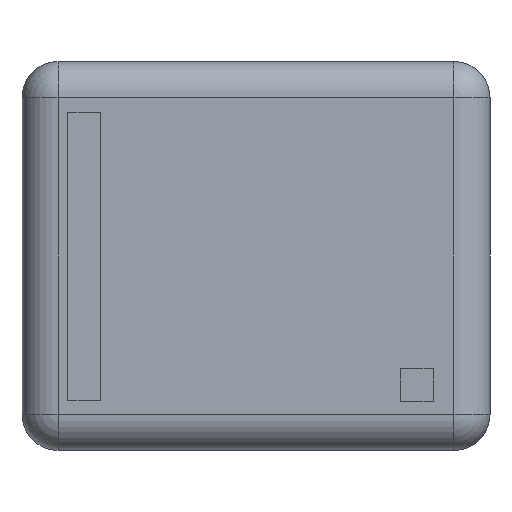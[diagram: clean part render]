
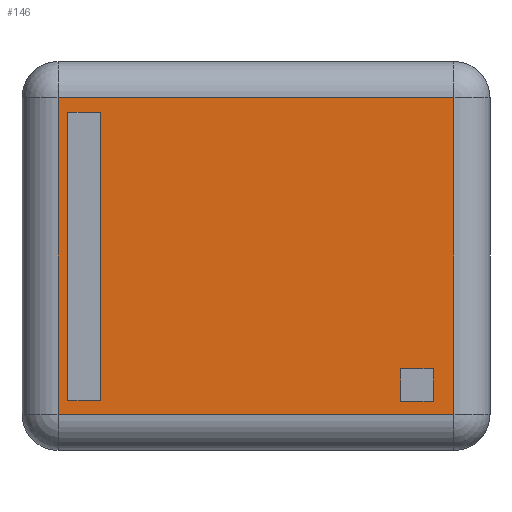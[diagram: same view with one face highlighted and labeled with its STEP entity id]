
A CAD part, left-side view. The second image highlights one B-rep face of the part: STEP entity #146.
In plain terms, the highlighted planar face has unit normal (-1, 0, 0).
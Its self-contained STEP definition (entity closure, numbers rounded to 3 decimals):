
#16 = DIRECTION ( 'NONE',  ( 0., 0., 1. ) ) ;
#33 = VECTOR ( 'NONE', #139, 1000. ) ;
#38 = ORIENTED_EDGE ( 'NONE', *, *, #725, .F. ) ;
#41 = EDGE_CURVE ( 'NONE', #485, #684, #80, .T. ) ;
#54 = CARTESIAN_POINT ( 'NONE',  ( -82.5, -24.599, 6.824 ) ) ;
#68 = EDGE_CURVE ( 'NONE', #441, #606, #292, .T. ) ;
#72 = ORIENTED_EDGE ( 'NONE', *, *, #826, .F. ) ;
#80 = LINE ( 'NONE', #511, #670 ) ;
#88 = EDGE_CURVE ( 'NONE', #970, #441, #777, .T. ) ;
#96 = ORIENTED_EDGE ( 'NONE', *, *, #783, .F. ) ;
#135 = VECTOR ( 'NONE', #768, 1000. ) ;
#136 = FACE_BOUND ( 'NONE', #239, .T. ) ;
#139 = DIRECTION ( 'NONE',  ( 0., 0., 1. ) ) ;
#146 = ADVANCED_FACE ( 'NONE', ( #470, #315, #136 ), #733, .F. ) ;
#154 = VERTEX_POINT ( 'NONE', #677 ) ;
#164 = DIRECTION ( 'NONE',  ( 0., 1., 0. ) ) ;
#169 = ORIENTED_EDGE ( 'NONE', *, *, #321, .T. ) ;
#187 = LINE ( 'NONE', #361, #33 ) ;
#200 = LINE ( 'NONE', #667, #737 ) ;
#208 = CARTESIAN_POINT ( 'NONE',  ( -82.5, 26.128, 7. ) ) ;
#209 = LINE ( 'NONE', #291, #383 ) ;
#213 = ORIENTED_EDGE ( 'NONE', *, *, #41, .F. ) ;
#239 = EDGE_LOOP ( 'NONE', ( #38, #72, #96, #213 ) ) ;
#246 = EDGE_CURVE ( 'NONE', #513, #970, #209, .T. ) ;
#248 = EDGE_LOOP ( 'NONE', ( #646, #916, #615, #878 ) ) ;
#279 = EDGE_CURVE ( 'NONE', #427, #740, #187, .T. ) ;
#291 = CARTESIAN_POINT ( 'NONE',  ( -82.5, -32.5, 49. ) ) ;
#292 = LINE ( 'NONE', #971, #534 ) ;
#315 = FACE_OUTER_BOUND ( 'NONE', #461, .T. ) ;
#318 = CARTESIAN_POINT ( 'NONE',  ( -82.5, -20.099, 11.324 ) ) ;
#321 = EDGE_CURVE ( 'NONE', #606, #513, #483, .T. ) ;
#333 = CARTESIAN_POINT ( 'NONE',  ( -82.5, 26.128, 7. ) ) ;
#353 = DIRECTION ( 'NONE',  ( 0., 1., 0. ) ) ;
#361 = CARTESIAN_POINT ( 'NONE',  ( -82.5, 21.628, 7. ) ) ;
#366 = DIRECTION ( 'NONE',  ( 0., 0., -1. ) ) ;
#370 = CARTESIAN_POINT ( 'NONE',  ( -82.5, -27.5, 54. ) ) ;
#371 = ORIENTED_EDGE ( 'NONE', *, *, #88, .T. ) ;
#378 = CARTESIAN_POINT ( 'NONE',  ( -82.5, 21.628, 7. ) ) ;
#383 = VECTOR ( 'NONE', #353, 1000. ) ;
#422 = VECTOR ( 'NONE', #640, 1000. ) ;
#427 = VERTEX_POINT ( 'NONE', #378 ) ;
#434 = DIRECTION ( 'NONE',  ( 0., -1., 0. ) ) ;
#441 = VERTEX_POINT ( 'NONE', #704 ) ;
#461 = EDGE_LOOP ( 'NONE', ( #721, #169, #807, #371 ) ) ;
#470 = FACE_BOUND ( 'NONE', #248, .T. ) ;
#471 = VERTEX_POINT ( 'NONE', #780 ) ;
#472 = EDGE_CURVE ( 'NONE', #707, #427, #508, .T. ) ;
#477 = CARTESIAN_POINT ( 'NONE',  ( -82.5, -27.5, 49. ) ) ;
#483 = LINE ( 'NONE', #370, #135 ) ;
#485 = VERTEX_POINT ( 'NONE', #318 ) ;
#508 = LINE ( 'NONE', #565, #957 ) ;
#511 = CARTESIAN_POINT ( 'NONE',  ( -82.5, -20.099, 6.824 ) ) ;
#513 = VERTEX_POINT ( 'NONE', #477 ) ;
#534 = VECTOR ( 'NONE', #434, 1000. ) ;
#556 = CARTESIAN_POINT ( 'NONE',  ( -82.5, 27.5, 49. ) ) ;
#565 = CARTESIAN_POINT ( 'NONE',  ( -82.5, 26.128, 7. ) ) ;
#574 = LINE ( 'NONE', #54, #753 ) ;
#576 = VECTOR ( 'NONE', #974, 1000. ) ;
#596 = CARTESIAN_POINT ( 'NONE',  ( -82.5, -20.099, 11.324 ) ) ;
#600 = LINE ( 'NONE', #626, #774 ) ;
#605 = VERTEX_POINT ( 'NONE', #879 ) ;
#606 = VERTEX_POINT ( 'NONE', #964 ) ;
#615 = ORIENTED_EDGE ( 'NONE', *, *, #472, .F. ) ;
#626 = CARTESIAN_POINT ( 'NONE',  ( -82.5, 26.128, 47. ) ) ;
#633 = LINE ( 'NONE', #333, #422 ) ;
#640 = DIRECTION ( 'NONE',  ( 0., 0., -1. ) ) ;
#646 = ORIENTED_EDGE ( 'NONE', *, *, #865, .F. ) ;
#667 = CARTESIAN_POINT ( 'NONE',  ( -82.5, -20.099, 6.824 ) ) ;
#670 = VECTOR ( 'NONE', #890, 1000. ) ;
#676 = EDGE_CURVE ( 'NONE', #605, #707, #633, .T. ) ;
#677 = CARTESIAN_POINT ( 'NONE',  ( -82.5, -24.599, 11.324 ) ) ;
#683 = DIRECTION ( 'NONE',  ( 1., 0., 0. ) ) ;
#684 = VERTEX_POINT ( 'NONE', #881 ) ;
#704 = CARTESIAN_POINT ( 'NONE',  ( -82.5, 27.5, 5. ) ) ;
#705 = AXIS2_PLACEMENT_3D ( 'NONE', #967, #683, #366 ) ;
#707 = VERTEX_POINT ( 'NONE', #208 ) ;
#721 = ORIENTED_EDGE ( 'NONE', *, *, #68, .T. ) ;
#725 = EDGE_CURVE ( 'NONE', #154, #485, #872, .T. ) ;
#733 = PLANE ( 'NONE',  #705 ) ;
#737 = VECTOR ( 'NONE', #823, 1000. ) ;
#740 = VERTEX_POINT ( 'NONE', #760 ) ;
#753 = VECTOR ( 'NONE', #16, 1000. ) ;
#760 = CARTESIAN_POINT ( 'NONE',  ( -82.5, 21.628, 47. ) ) ;
#768 = DIRECTION ( 'NONE',  ( 0., 0., 1. ) ) ;
#774 = VECTOR ( 'NONE', #164, 1000. ) ;
#777 = LINE ( 'NONE', #813, #576 ) ;
#780 = CARTESIAN_POINT ( 'NONE',  ( -82.5, -24.599, 6.824 ) ) ;
#783 = EDGE_CURVE ( 'NONE', #684, #471, #200, .T. ) ;
#807 = ORIENTED_EDGE ( 'NONE', *, *, #246, .T. ) ;
#813 = CARTESIAN_POINT ( 'NONE',  ( -82.5, 27.5, 54. ) ) ;
#823 = DIRECTION ( 'NONE',  ( 0., -1., 0. ) ) ;
#826 = EDGE_CURVE ( 'NONE', #471, #154, #574, .T. ) ;
#863 = DIRECTION ( 'NONE',  ( 0., -1., 0. ) ) ;
#865 = EDGE_CURVE ( 'NONE', #740, #605, #600, .T. ) ;
#872 = LINE ( 'NONE', #596, #912 ) ;
#878 = ORIENTED_EDGE ( 'NONE', *, *, #676, .F. ) ;
#879 = CARTESIAN_POINT ( 'NONE',  ( -82.5, 26.128, 47. ) ) ;
#881 = CARTESIAN_POINT ( 'NONE',  ( -82.5, -20.099, 6.824 ) ) ;
#890 = DIRECTION ( 'NONE',  ( 0., 0., -1. ) ) ;
#912 = VECTOR ( 'NONE', #988, 1000. ) ;
#916 = ORIENTED_EDGE ( 'NONE', *, *, #279, .F. ) ;
#957 = VECTOR ( 'NONE', #863, 1000. ) ;
#964 = CARTESIAN_POINT ( 'NONE',  ( -82.5, -27.5, 5. ) ) ;
#967 = CARTESIAN_POINT ( 'NONE',  ( -82.5, -32.5, 54. ) ) ;
#970 = VERTEX_POINT ( 'NONE', #556 ) ;
#971 = CARTESIAN_POINT ( 'NONE',  ( -82.5, -32.5, 5. ) ) ;
#974 = DIRECTION ( 'NONE',  ( 0., 0., -1. ) ) ;
#988 = DIRECTION ( 'NONE',  ( 0., 1., 0. ) ) ;
